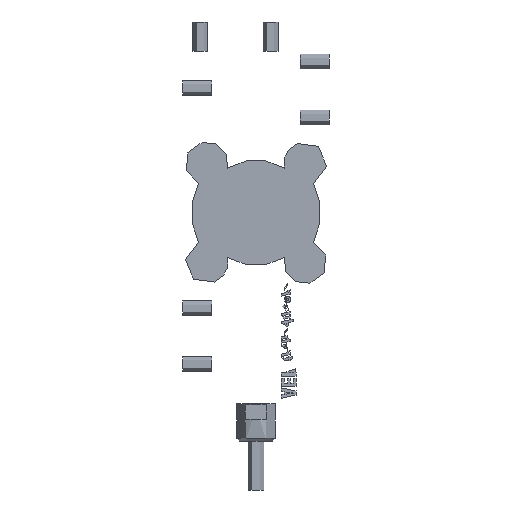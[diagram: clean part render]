
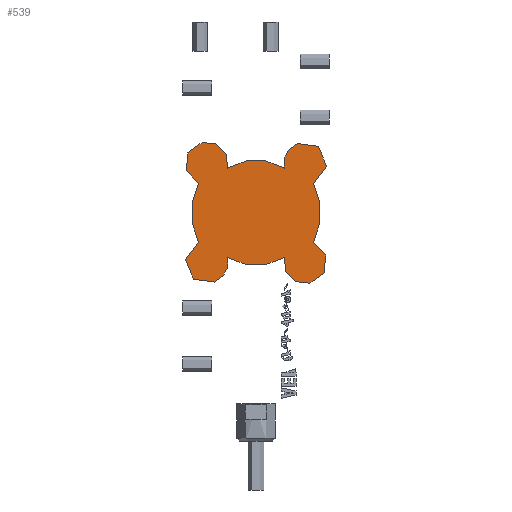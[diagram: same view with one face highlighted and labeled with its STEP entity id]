
A CAD part, front view. The second image highlights one B-rep face of the part: STEP entity #539.
In plain terms, the highlighted planar face has unit normal (0, -1, 0).
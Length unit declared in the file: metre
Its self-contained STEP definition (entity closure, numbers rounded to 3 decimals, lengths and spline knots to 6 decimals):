
#539=ADVANCED_FACE('1:5380',(#1193,#1194),#1195,.T.);
#1193=FACE_OUTER_BOUND('',#1978,.T.);
#1194=FACE_BOUND('',#1979,.T.);
#1195=PLANE('',#1980);
#1978=EDGE_LOOP('',(#3761,#3762,#3763,#3764));
#1979=EDGE_LOOP('',(#3765,#3766,#3767,#3768,#3769,#3770,#3771,#3772,#3773,#3774,#3775,#3776));
#1980=AXIS2_PLACEMENT_3D('',#3777,#3778,#3779);
#3761=ORIENTED_EDGE('',*,*,#5368,.F.);
#3762=ORIENTED_EDGE('',*,*,#5293,.T.);
#3763=ORIENTED_EDGE('',*,*,#5369,.T.);
#3764=ORIENTED_EDGE('',*,*,#5299,.F.);
#3765=ORIENTED_EDGE('',*,*,#5370,.T.);
#3766=ORIENTED_EDGE('',*,*,#4744,.T.);
#3767=ORIENTED_EDGE('',*,*,#5208,.T.);
#3768=ORIENTED_EDGE('',*,*,#5371,.T.);
#3769=ORIENTED_EDGE('',*,*,#5359,.T.);
#3770=ORIENTED_EDGE('',*,*,#5363,.T.);
#3771=ORIENTED_EDGE('',*,*,#4778,.T.);
#3772=ORIENTED_EDGE('',*,*,#4848,.T.);
#3773=ORIENTED_EDGE('',*,*,#4831,.T.);
#3774=ORIENTED_EDGE('',*,*,#5372,.T.);
#3775=ORIENTED_EDGE('',*,*,#5156,.T.);
#3776=ORIENTED_EDGE('',*,*,#5373,.T.);
#3777=CARTESIAN_POINT('',(3.916952,1.910609,0.005463));
#3778=DIRECTION('',(0.,-1.0,0.));
#3779=DIRECTION('',(0.,0.,-1.0));
#4744=EDGE_CURVE('1:5506',#5630,#5627,#5631,.T.);
#4778=EDGE_CURVE('1:7030',#5692,#5689,#5693,.T.);
#4831=EDGE_CURVE('',#5776,#5781,#5783,.T.);
#4848=EDGE_CURVE('1:5560',#5689,#5776,#5812,.T.);
#5156=EDGE_CURVE('1:5482',#6321,#6319,#6322,.T.);
#5208=EDGE_CURVE('',#5627,#6394,#6396,.T.);
#5293=EDGE_CURVE('1:6991',#6519,#6517,#6520,.T.);
#5299=EDGE_CURVE('1:7024',#6525,#6527,#6528,.T.);
#5359=EDGE_CURVE('1:5536',#6597,#6595,#6598,.T.);
#5363=EDGE_CURVE('',#6595,#5692,#6602,.T.);
#5368=EDGE_CURVE('1:6982',#6519,#6525,#6607,.T.);
#5369=EDGE_CURVE('1:6997',#6517,#6527,#6608,.T.);
#5370=EDGE_CURVE('1:7027',#6609,#5630,#6610,.T.);
#5371=EDGE_CURVE('1:7003',#6394,#6597,#6611,.T.);
#5372=EDGE_CURVE('1:7000',#5781,#6321,#6612,.T.);
#5373=EDGE_CURVE('',#6319,#6609,#6613,.T.);
#5627=VERTEX_POINT('',#6925);
#5630=VERTEX_POINT('',#6929);
#5631=CIRCLE('',#6930,0.00735);
#5689=VERTEX_POINT('',#7021);
#5692=VERTEX_POINT('',#7025);
#5693=CIRCLE('',#7026,0.018);
#5776=VERTEX_POINT('',#7156);
#5781=VERTEX_POINT('',#7162);
#5783=CIRCLE('',#7165,0.00735);
#5812=CIRCLE('',#7216,0.00735);
#6319=VERTEX_POINT('',#8188);
#6321=VERTEX_POINT('',#8191);
#6322=CIRCLE('',#8192,0.00735);
#6394=VERTEX_POINT('',#8304);
#6396=CIRCLE('',#8307,0.00735);
#6517=VERTEX_POINT('',#8540);
#6519=VERTEX_POINT('',#8543);
#6520=LINE('',#8544,#8545);
#6525=VERTEX_POINT('',#8551);
#6527=VERTEX_POINT('',#8554);
#6528=LINE('',#8555,#8556);
#6595=VERTEX_POINT('',#8682);
#6597=VERTEX_POINT('',#8685);
#6598=CIRCLE('',#8686,0.00735);
#6602=CIRCLE('',#8692,0.00735);
#6607=LINE('',#8698,#8699);
#6608=LINE('',#8700,#8701);
#6609=VERTEX_POINT('',#8702);
#6610=CIRCLE('',#8703,0.018);
#6611=CIRCLE('',#8704,0.022);
#6612=CIRCLE('',#8705,0.022);
#6613=CIRCLE('',#8706,0.00735);
#6925=CARTESIAN_POINT('',(3.902947,1.910609,-0.018135));
#6929=CARTESIAN_POINT('',(3.907329,1.910609,-0.009749));
#6930=AXIS2_PLACEMENT_3D('',#9054,#9055,#9056);
#7021=CARTESIAN_POINT('',(3.926576,1.910609,0.020674));
#7025=CARTESIAN_POINT('',(3.907329,1.910609,0.020674));
#7026=AXIS2_PLACEMENT_3D('',#9092,#9093,#9094);
#7156=CARTESIAN_POINT('',(3.930958,1.910609,0.02906));
#7162=CARTESIAN_POINT('',(3.936547,1.910609,0.015465));
#7165=AXIS2_PLACEMENT_3D('',#9148,#9149,#9150);
#7216=AXIS2_PLACEMENT_3D('',#9165,#9166,#9167);
#8188=CARTESIAN_POINT('',(3.935341,1.910609,-0.018514));
#8191=CARTESIAN_POINT('',(3.936547,1.910609,-0.00454));
#8192=AXIS2_PLACEMENT_3D('',#9454,#9455,#9456);
#8304=CARTESIAN_POINT('',(3.897358,1.910609,-0.00454));
#8307=AXIS2_PLACEMENT_3D('',#9507,#9508,#9509);
#8540=CARTESIAN_POINT('',(3.891952,1.910609,0.070463));
#8543=CARTESIAN_POINT('',(3.941952,1.910609,0.070463));
#8544=CARTESIAN_POINT('',(3.941952,1.910609,0.070463));
#8545=VECTOR('',#9572,1.0);
#8551=CARTESIAN_POINT('',(3.941952,1.910609,-0.059537));
#8554=CARTESIAN_POINT('',(3.891952,1.910609,-0.059537));
#8555=CARTESIAN_POINT('',(3.941952,1.910609,-0.059537));
#8556=VECTOR('',#9581,1.0);
#8682=CARTESIAN_POINT('',(3.898564,1.910609,0.029439));
#8685=CARTESIAN_POINT('',(3.897358,1.910609,0.015465));
#8686=AXIS2_PLACEMENT_3D('',#9620,#9621,#9622);
#8692=AXIS2_PLACEMENT_3D('',#9625,#9626,#9627);
#8698=CARTESIAN_POINT('',(3.941952,1.910609,0.070463));
#8699=VECTOR('',#9629,1.0);
#8700=CARTESIAN_POINT('',(3.891952,1.910609,0.070463));
#8701=VECTOR('',#9630,1.0);
#8702=CARTESIAN_POINT('',(3.926576,1.910609,-0.009749));
#8703=AXIS2_PLACEMENT_3D('',#9631,#9632,#9633);
#8704=AXIS2_PLACEMENT_3D('',#9634,#9635,#9636);
#8705=AXIS2_PLACEMENT_3D('',#9637,#9638,#9639);
#8706=AXIS2_PLACEMENT_3D('',#9640,#9641,#9642);
#9054=CARTESIAN_POINT('',(3.900152,1.910609,-0.011337));
#9055=DIRECTION('',(0.,1.0,0.));
#9056=DIRECTION('',(-0.38,0.,0.925));
#9092=CARTESIAN_POINT('',(3.916952,1.910609,0.005463));
#9093=DIRECTION('',(0.,1.0,0.));
#9094=DIRECTION('',(1.0,0.,0.));
#9148=CARTESIAN_POINT('',(3.933752,1.910609,0.022263));
#9149=DIRECTION('',(0.,1.0,0.));
#9150=DIRECTION('',(0.38,0.,-0.925));
#9165=CARTESIAN_POINT('',(3.933752,1.910609,0.022263));
#9166=DIRECTION('',(0.,1.0,0.));
#9167=DIRECTION('',(0.38,0.,-0.925));
#9454=CARTESIAN_POINT('',(3.933752,1.910609,-0.011337));
#9455=DIRECTION('',(0.,1.0,0.));
#9456=DIRECTION('',(-0.216,0.,0.976));
#9507=CARTESIAN_POINT('',(3.900152,1.910609,-0.011337));
#9508=DIRECTION('',(0.,1.0,0.));
#9509=DIRECTION('',(-0.38,0.,0.925));
#9572=DIRECTION('',(0.0,0.0,0.0));
#9581=DIRECTION('',(0.0,0.0,0.0));
#9620=CARTESIAN_POINT('',(3.900152,1.910609,0.022263));
#9621=DIRECTION('',(0.,1.0,0.));
#9622=DIRECTION('',(0.216,0.,-0.976));
#9625=CARTESIAN_POINT('',(3.900152,1.910609,0.022263));
#9626=DIRECTION('',(0.,1.0,0.));
#9627=DIRECTION('',(0.216,0.,-0.976));
#9629=DIRECTION('',(0.0,0.0,0.0));
#9630=DIRECTION('',(0.0,0.0,0.0));
#9631=CARTESIAN_POINT('',(3.916952,1.910609,0.005463));
#9632=DIRECTION('',(0.,1.0,0.));
#9633=DIRECTION('',(1.0,0.,0.));
#9634=CARTESIAN_POINT('',(3.916952,1.910609,0.005463));
#9635=DIRECTION('',(0.,1.0,0.));
#9636=DIRECTION('',(-0.891,0.,0.455));
#9637=CARTESIAN_POINT('',(3.916952,1.910609,0.005463));
#9638=DIRECTION('',(0.,1.0,0.));
#9639=DIRECTION('',(0.891,0.,-0.455));
#9640=CARTESIAN_POINT('',(3.933752,1.910609,-0.011337));
#9641=DIRECTION('',(0.,1.0,0.));
#9642=DIRECTION('',(-0.216,0.,0.976));
